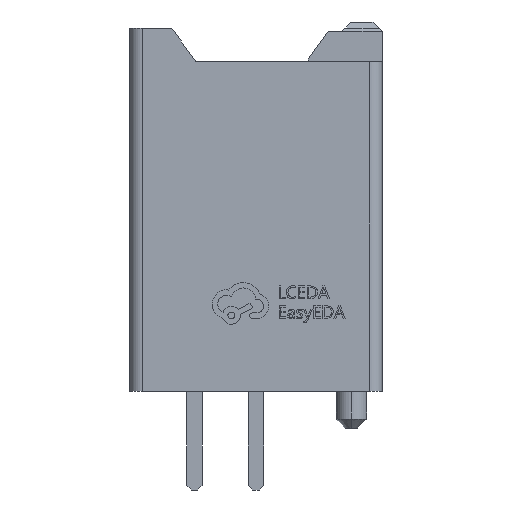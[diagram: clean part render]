
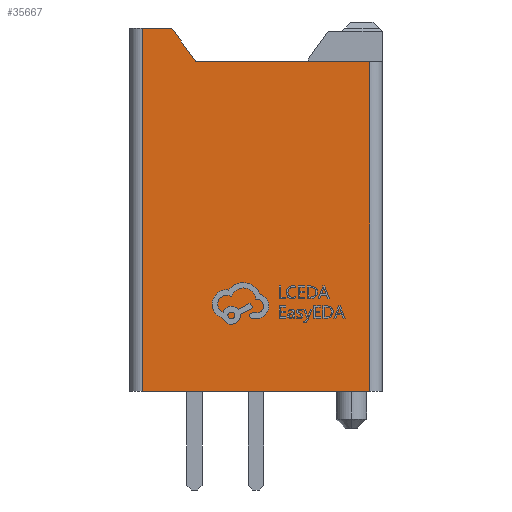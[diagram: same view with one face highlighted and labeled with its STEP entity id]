
A CAD part, left-side view. The second image highlights one B-rep face of the part: STEP entity #35667.
In plain terms, the highlighted planar face has unit normal (-1, 0, 0).
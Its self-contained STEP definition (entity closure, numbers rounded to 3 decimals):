
#957 = LINE ( 'NONE', #21285, #4880 ) ;
#1847 = CARTESIAN_POINT ( 'NONE',  ( -21., 1.84, 11.6 ) ) ;
#1951 = DIRECTION ( 'NONE',  ( 0., 1., 0. ) ) ;
#2197 = CARTESIAN_POINT ( 'NONE',  ( -21., 2.7, 12. ) ) ;
#2414 = VECTOR ( 'NONE', #12229, 1000. ) ;
#4050 = ORIENTED_EDGE ( 'NONE', *, *, #32625, .T. ) ;
#4880 = VECTOR ( 'NONE', #34383, 1000. ) ;
#6265 = VECTOR ( 'NONE', #1951, 1000. ) ;
#6479 = DIRECTION ( 'NONE',  ( -1., 0., 0. ) ) ;
#7254 = EDGE_CURVE ( 'NONE', #26387, #10049, #29374, .T. ) ;
#7829 = ORIENTED_EDGE ( 'NONE', *, *, #32729, .T. ) ;
#7831 = EDGE_LOOP ( 'NONE', ( #43689, #7829, #33893, #29482, #12628, #31030, #4050 ) ) ;
#9024 = LINE ( 'NONE', #32255, #6265 ) ;
#10049 = VERTEX_POINT ( 'NONE', #15644 ) ;
#10396 = CARTESIAN_POINT ( 'NONE',  ( -21., 0.952, 10.716 ) ) ;
#11459 = EDGE_CURVE ( 'NONE', #41452, #26055, #40898, .T. ) ;
#12229 = DIRECTION ( 'NONE',  ( 0., 0., -1. ) ) ;
#12441 = LINE ( 'NONE', #32380, #28798 ) ;
#12628 = ORIENTED_EDGE ( 'NONE', *, *, #17630, .T. ) ;
#14159 = DIRECTION ( 'NONE',  ( 0., 0.587, 0.81 ) ) ;
#14369 = CARTESIAN_POINT ( 'NONE',  ( -21., 2.7, 11.8 ) ) ;
#15309 = CARTESIAN_POINT ( 'NONE',  ( -21., 1.678, 11.717 ) ) ;
#15644 = CARTESIAN_POINT ( 'NONE',  ( -21., 2.7, 0. ) ) ;
#17630 = EDGE_CURVE ( 'NONE', #10049, #38931, #12441, .T. ) ;
#18324 = EDGE_CURVE ( 'NONE', #22583, #26387, #9024, .T. ) ;
#19062 = PLANE ( 'NONE',  #41850 ) ;
#21285 = CARTESIAN_POINT ( 'NONE',  ( -21., -2.634, 10.716 ) ) ;
#22388 = CARTESIAN_POINT ( 'NONE',  ( -21., 2.7, 12. ) ) ;
#22583 = VERTEX_POINT ( 'NONE', #38326 ) ;
#23016 = VECTOR ( 'NONE', #14159, 1000. ) ;
#26055 = VERTEX_POINT ( 'NONE', #15309 ) ;
#26387 = VERTEX_POINT ( 'NONE', #14369 ) ;
#26583 = VERTEX_POINT ( 'NONE', #40415 ) ;
#26784 = AXIS2_PLACEMENT_3D ( 'NONE', #1847, #6479, #33432 ) ;
#27331 = VECTOR ( 'NONE', #29152, 1000. ) ;
#28798 = VECTOR ( 'NONE', #42533, 1000. ) ;
#28857 = LINE ( 'NONE', #35470, #2414 ) ;
#29152 = DIRECTION ( 'NONE',  ( 0., 0., -1. ) ) ;
#29230 = EDGE_CURVE ( 'NONE', #26583, #38931, #28857, .T. ) ;
#29374 = LINE ( 'NONE', #2197, #27331 ) ;
#29482 = ORIENTED_EDGE ( 'NONE', *, *, #7254, .T. ) ;
#30739 = CARTESIAN_POINT ( 'NONE',  ( -21., 0.952, 10.716 ) ) ;
#31030 = ORIENTED_EDGE ( 'NONE', *, *, #29230, .F. ) ;
#32255 = CARTESIAN_POINT ( 'NONE',  ( -21., 1.738, 11.8 ) ) ;
#32380 = CARTESIAN_POINT ( 'NONE',  ( -21., 2.7, 0. ) ) ;
#32443 = CIRCLE ( 'NONE', #26784, 0.2 ) ;
#32625 = EDGE_CURVE ( 'NONE', #26583, #41452, #957, .T. ) ;
#32729 = EDGE_CURVE ( 'NONE', #26055, #22583, #32443, .T. ) ;
#33432 = DIRECTION ( 'NONE',  ( 0., 1., 0. ) ) ;
#33893 = ORIENTED_EDGE ( 'NONE', *, *, #18324, .T. ) ;
#34383 = DIRECTION ( 'NONE',  ( 0., 1., 0. ) ) ;
#35470 = CARTESIAN_POINT ( 'NONE',  ( -21., -4.7, 12. ) ) ;
#35667 = ADVANCED_FACE ( 'NONE', ( #39186 ), #19062, .F. ) ;
#38326 = CARTESIAN_POINT ( 'NONE',  ( -21., 1.84, 11.8 ) ) ;
#38931 = VERTEX_POINT ( 'NONE', #43415 ) ;
#39186 = FACE_OUTER_BOUND ( 'NONE', #7831, .T. ) ;
#39416 = DIRECTION ( 'NONE',  ( 1., 0., 0. ) ) ;
#40415 = CARTESIAN_POINT ( 'NONE',  ( -21., -4.7, 10.716 ) ) ;
#40898 = LINE ( 'NONE', #30739, #23016 ) ;
#41452 = VERTEX_POINT ( 'NONE', #10396 ) ;
#41850 = AXIS2_PLACEMENT_3D ( 'NONE', #22388, #39416, #42527 ) ;
#42527 = DIRECTION ( 'NONE',  ( 0., 1., 0. ) ) ;
#42533 = DIRECTION ( 'NONE',  ( 0., -1., 0. ) ) ;
#43415 = CARTESIAN_POINT ( 'NONE',  ( -21., -4.7, 0. ) ) ;
#43689 = ORIENTED_EDGE ( 'NONE', *, *, #11459, .T. ) ;
